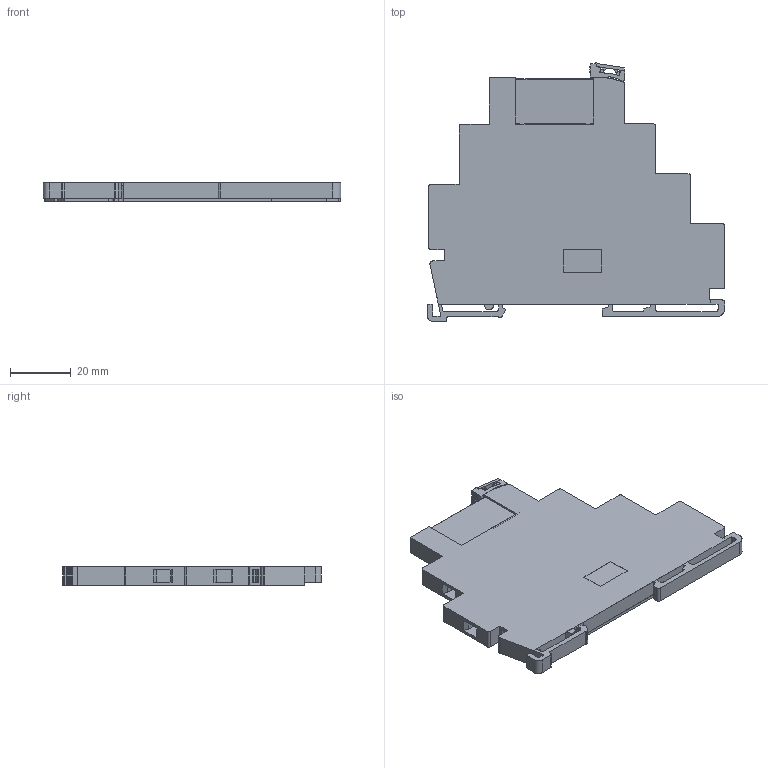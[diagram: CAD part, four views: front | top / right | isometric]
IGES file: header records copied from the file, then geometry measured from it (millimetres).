
Start section: SolidWorks IGES file using analytic representation for surfaces
Global section: file name: PIR6WT-1Z.IGS; native system: SolidWorks 2016; preprocessor: SolidWorks 2016; author: pikusl; date: 160512.085906; units: millimetre
Bounding box: 98.33 x 85.44 x 6.2 mm (x, y, z)
Surface area: 17359.9 mm2 (no closed solid volume)
Topology: 0 solids, 0 shells, 527 faces, 4285 edges, 4279 vertices
Faces by surface type: bspline 438, revolution 89
